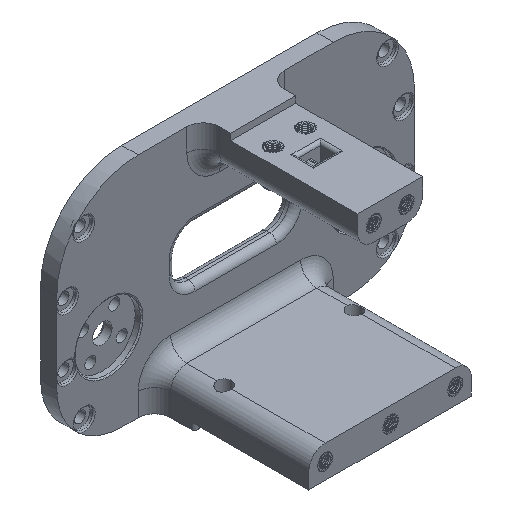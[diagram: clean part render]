
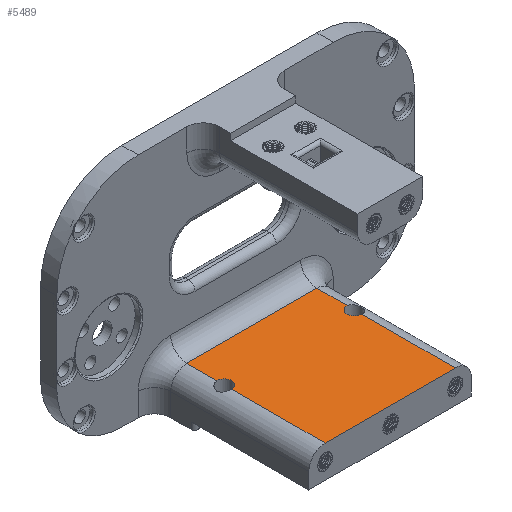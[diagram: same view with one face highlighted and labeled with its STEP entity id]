
A CAD part, isometric view. The second image highlights one B-rep face of the part: STEP entity #5489.
In plain terms, the highlighted planar face has unit normal (0, 0, 1).
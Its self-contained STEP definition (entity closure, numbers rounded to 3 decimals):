
#269=PLANE('',#6006);
#799=FACE_OUTER_BOUND('',#1153,.T.);
#1153=EDGE_LOOP('',(#5072,#5073,#5074,#5075,#5076,#5077,#5078,#5079,#5080));
#1541=CIRCLE('',#5987,2.25);
#1543=CIRCLE('',#5989,2.25);
#1544=CIRCLE('',#5991,2.25);
#1856=LINE('',#13334,#2170);
#1859=LINE('',#13348,#2173);
#1860=LINE('',#13349,#2174);
#1862=LINE('',#13353,#2176);
#1863=LINE('',#13354,#2177);
#1864=LINE('',#13355,#2178);
#2170=VECTOR('',#7285,10.);
#2173=VECTOR('',#7300,10.);
#2174=VECTOR('',#7301,10.);
#2176=VECTOR('',#7305,10.);
#2177=VECTOR('',#7306,10.);
#2178=VECTOR('',#7307,10.);
#2697=VERTEX_POINT('',#13256);
#2698=VERTEX_POINT('',#13257);
#2699=VERTEX_POINT('',#13277);
#2701=VERTEX_POINT('',#13284);
#2703=VERTEX_POINT('',#13296);
#2714=VERTEX_POINT('',#13331);
#2715=VERTEX_POINT('',#13333);
#2719=VERTEX_POINT('',#13345);
#2721=VERTEX_POINT('',#13352);
#3490=EDGE_CURVE('',#2699,#2697,#1541,.T.);
#3493=EDGE_CURVE('',#2698,#2699,#1543,.T.);
#3495=EDGE_CURVE('',#2703,#2701,#1544,.T.);
#3509=EDGE_CURVE('',#2715,#2714,#1856,.T.);
#3516=EDGE_CURVE('',#2719,#2697,#1859,.T.);
#3517=EDGE_CURVE('',#2698,#2714,#1860,.T.);
#3519=EDGE_CURVE('',#2721,#2719,#1862,.T.);
#3520=EDGE_CURVE('',#2721,#2703,#1863,.T.);
#3521=EDGE_CURVE('',#2701,#2715,#1864,.T.);
#5072=ORIENTED_EDGE('',*,*,#3519,.F.);
#5073=ORIENTED_EDGE('',*,*,#3520,.T.);
#5074=ORIENTED_EDGE('',*,*,#3495,.T.);
#5075=ORIENTED_EDGE('',*,*,#3521,.T.);
#5076=ORIENTED_EDGE('',*,*,#3509,.T.);
#5077=ORIENTED_EDGE('',*,*,#3517,.F.);
#5078=ORIENTED_EDGE('',*,*,#3493,.T.);
#5079=ORIENTED_EDGE('',*,*,#3490,.T.);
#5080=ORIENTED_EDGE('',*,*,#3516,.F.);
#5489=ADVANCED_FACE('',(#799),#269,.F.);
#5987=AXIS2_PLACEMENT_3D('',#13278,#7252,#7253);
#5989=AXIS2_PLACEMENT_3D('',#13282,#7257,#7258);
#5991=AXIS2_PLACEMENT_3D('',#13297,#7261,#7262);
#6006=AXIS2_PLACEMENT_3D('',#13351,#7303,#7304);
#7252=DIRECTION('center_axis',(0.,0.,
-1.));
#7253=DIRECTION('ref_axis',(1.,0.,0.));
#7257=DIRECTION('center_axis',(0.,0.,
-1.));
#7258=DIRECTION('ref_axis',(1.,0.,0.));
#7261=DIRECTION('center_axis',(0.,0.,
-1.));
#7262=DIRECTION('ref_axis',(1.,0.,0.));
#7285=DIRECTION('',(1.,0.,0.));
#7300=DIRECTION('',(0.,-1.,0.));
#7301=DIRECTION('',(0.,-1.,0.));
#7303=DIRECTION('center_axis',(0.,0.,
-1.));
#7304=DIRECTION('ref_axis',(1.,0.,0.));
#7305=DIRECTION('',(1.,0.,0.));
#7306=DIRECTION('',(0.,-1.,0.));
#7307=DIRECTION('',(0.,-1.,0.));
#13256=CARTESIAN_POINT('',(136.476,-14.849,446.02));
#13257=CARTESIAN_POINT('',(136.476,-19.349,446.02));
#13277=CARTESIAN_POINT('',(134.226,-17.099,446.02));
#13278=CARTESIAN_POINT('Origin',(136.476,-17.099,446.02));
#13282=CARTESIAN_POINT('Origin',(136.476,-17.099,446.02));
#13284=CARTESIAN_POINT('',(96.476,-19.349,446.02));
#13296=CARTESIAN_POINT('',(96.476,-14.849,446.02));
#13297=CARTESIAN_POINT('Origin',(96.476,-17.099,446.02));
#13331=CARTESIAN_POINT('',(136.476,-48.099,446.02));
#13333=CARTESIAN_POINT('',(96.476,-48.099,446.02));
#13334=CARTESIAN_POINT('',(136.476,-48.099,446.02));
#13345=CARTESIAN_POINT('',(136.476,-5.599,446.02));
#13348=CARTESIAN_POINT('',(136.476,4.401,446.02));
#13349=CARTESIAN_POINT('',(136.476,4.401,446.02));
#13351=CARTESIAN_POINT('Origin',(136.476,-17.099,446.02));
#13352=CARTESIAN_POINT('',(96.476,-5.599,446.02));
#13353=CARTESIAN_POINT('',(126.476,-5.599,446.02));
#13354=CARTESIAN_POINT('',(96.476,4.401,446.02));
#13355=CARTESIAN_POINT('',(96.476,4.401,446.02));
